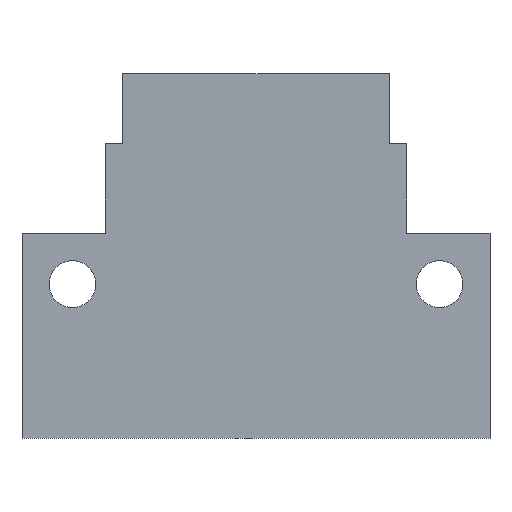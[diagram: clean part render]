
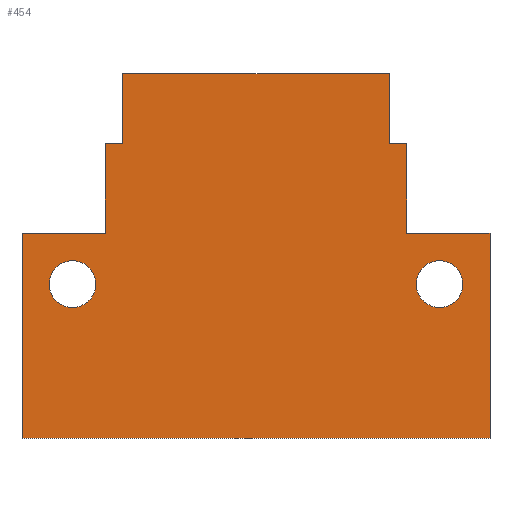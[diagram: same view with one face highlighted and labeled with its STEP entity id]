
A CAD part, front view. The second image highlights one B-rep face of the part: STEP entity #454.
In plain terms, the highlighted planar face has unit normal (0, -1, 0).
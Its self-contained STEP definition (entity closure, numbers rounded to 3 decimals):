
#19=FACE_BOUND('',#93,.T.);
#20=FACE_BOUND('',#94,.T.);
#40=PLANE('',#500);
#64=FACE_OUTER_BOUND('',#92,.T.);
#92=EDGE_LOOP('',(#413,#414,#415,#416,#417,#418,#419,#420,#421,#422,#423,
#424));
#93=EDGE_LOOP('',(#425));
#94=EDGE_LOOP('',(#426));
#110=LINE('',#671,#162);
#115=LINE('',#681,#167);
#118=LINE('',#688,#170);
#122=LINE('',#696,#174);
#125=LINE('',#702,#177);
#128=LINE('',#708,#180);
#131=LINE('',#714,#183);
#134=LINE('',#720,#186);
#137=LINE('',#726,#189);
#140=LINE('',#731,#192);
#144=LINE('',#738,#196);
#145=LINE('',#740,#197);
#162=VECTOR('',#554,10.);
#167=VECTOR('',#563,10.);
#170=VECTOR('',#568,10.);
#174=VECTOR('',#574,10.);
#177=VECTOR('',#579,10.);
#180=VECTOR('',#584,10.);
#183=VECTOR('',#589,10.);
#186=VECTOR('',#594,10.);
#189=VECTOR('',#599,10.);
#192=VECTOR('',#604,10.);
#196=VECTOR('',#610,10.);
#197=VECTOR('',#613,10.);
#202=CIRCLE('',#475,1.335);
#204=CIRCLE('',#478,1.335);
#210=VERTEX_POINT('',#630);
#212=VERTEX_POINT('',#636);
#223=VERTEX_POINT('',#668);
#224=VERTEX_POINT('',#670);
#227=VERTEX_POINT('',#680);
#229=VERTEX_POINT('',#686);
#230=VERTEX_POINT('',#687);
#233=VERTEX_POINT('',#695);
#235=VERTEX_POINT('',#701);
#237=VERTEX_POINT('',#707);
#239=VERTEX_POINT('',#713);
#241=VERTEX_POINT('',#719);
#243=VERTEX_POINT('',#725);
#246=VERTEX_POINT('',#736);
#252=EDGE_CURVE('',#210,#210,#202,.T.);
#255=EDGE_CURVE('',#212,#212,#204,.T.);
#270=EDGE_CURVE('',#223,#224,#110,.T.);
#275=EDGE_CURVE('',#224,#227,#115,.T.);
#278=EDGE_CURVE('',#229,#230,#118,.T.);
#282=EDGE_CURVE('',#229,#233,#122,.T.);
#285=EDGE_CURVE('',#233,#235,#125,.T.);
#288=EDGE_CURVE('',#237,#235,#128,.T.);
#291=EDGE_CURVE('',#239,#237,#131,.T.);
#294=EDGE_CURVE('',#241,#239,#134,.T.);
#297=EDGE_CURVE('',#243,#241,#137,.T.);
#300=EDGE_CURVE('',#227,#243,#140,.T.);
#304=EDGE_CURVE('',#246,#223,#144,.T.);
#305=EDGE_CURVE('',#230,#246,#145,.T.);
#413=ORIENTED_EDGE('',*,*,#305,.F.);
#414=ORIENTED_EDGE('',*,*,#278,.F.);
#415=ORIENTED_EDGE('',*,*,#282,.T.);
#416=ORIENTED_EDGE('',*,*,#285,.T.);
#417=ORIENTED_EDGE('',*,*,#288,.F.);
#418=ORIENTED_EDGE('',*,*,#291,.F.);
#419=ORIENTED_EDGE('',*,*,#294,.F.);
#420=ORIENTED_EDGE('',*,*,#297,.F.);
#421=ORIENTED_EDGE('',*,*,#300,.F.);
#422=ORIENTED_EDGE('',*,*,#275,.F.);
#423=ORIENTED_EDGE('',*,*,#270,.F.);
#424=ORIENTED_EDGE('',*,*,#304,.F.);
#425=ORIENTED_EDGE('',*,*,#255,.T.);
#426=ORIENTED_EDGE('',*,*,#252,.T.);
#454=ADVANCED_FACE('',(#64,#19,#20),#40,.F.);
#475=AXIS2_PLACEMENT_3D('',#632,#517,#518);
#478=AXIS2_PLACEMENT_3D('',#638,#524,#525);
#500=AXIS2_PLACEMENT_3D('',#743,#617,#618);
#517=DIRECTION('center_axis',(0.,1.,0.));
#518=DIRECTION('ref_axis',(1.,0.,0.));
#524=DIRECTION('center_axis',(0.,1.,0.));
#525=DIRECTION('ref_axis',(1.,0.,0.));
#554=DIRECTION('',(-1.,0.,0.));
#563=DIRECTION('',(0.,0.,1.));
#568=DIRECTION('',(0.,0.,-1.));
#574=DIRECTION('',(-1.,0.,0.));
#579=DIRECTION('',(0.,0.,1.));
#584=DIRECTION('',(1.,0.,0.));
#589=DIRECTION('',(0.,0.,1.));
#594=DIRECTION('',(1.,0.,0.));
#599=DIRECTION('',(0.,0.,1.));
#604=DIRECTION('',(1.,0.,0.));
#610=DIRECTION('',(0.,0.,-1.));
#613=DIRECTION('',(1.,0.,0.));
#617=DIRECTION('center_axis',(0.,1.,0.));
#618=DIRECTION('ref_axis',(1.,0.,0.));
#630=CARTESIAN_POINT('',(22.46,0.,-2.9));
#632=CARTESIAN_POINT('Origin',(23.795,0.,-2.9));
#636=CARTESIAN_POINT('',(1.54,0.,-2.9));
#638=CARTESIAN_POINT('Origin',(2.875,0.,-2.9));
#668=CARTESIAN_POINT('',(26.67,0.,-11.7));
#670=CARTESIAN_POINT('',(0.,0.,-11.7));
#671=CARTESIAN_POINT('',(26.67,0.,-11.7));
#680=CARTESIAN_POINT('',(0.,0.,0.));
#681=CARTESIAN_POINT('',(0.,0.,-11.7));
#686=CARTESIAN_POINT('',(21.935,0.,5.1));
#687=CARTESIAN_POINT('',(21.935,0.,0.));
#688=CARTESIAN_POINT('',(21.935,0.,9.1));
#695=CARTESIAN_POINT('',(20.935,0.,5.1));
#696=CARTESIAN_POINT('',(21.935,0.,5.1));
#701=CARTESIAN_POINT('',(20.935,0.,9.1));
#702=CARTESIAN_POINT('',(20.935,0.,5.1));
#707=CARTESIAN_POINT('',(5.735,0.,9.1));
#708=CARTESIAN_POINT('',(4.735,0.,9.1));
#713=CARTESIAN_POINT('',(5.735,0.,5.1));
#714=CARTESIAN_POINT('',(5.735,0.,5.1));
#719=CARTESIAN_POINT('',(4.735,0.,5.1));
#720=CARTESIAN_POINT('',(4.735,0.,5.1));
#725=CARTESIAN_POINT('',(4.735,0.,0.));
#726=CARTESIAN_POINT('',(4.735,0.,0.));
#731=CARTESIAN_POINT('',(0.,0.,0.));
#736=CARTESIAN_POINT('',(26.67,0.,0.));
#738=CARTESIAN_POINT('',(26.67,0.,0.));
#740=CARTESIAN_POINT('',(0.,0.,0.));
#743=CARTESIAN_POINT('Origin',(13.335,0.,-1.3));
